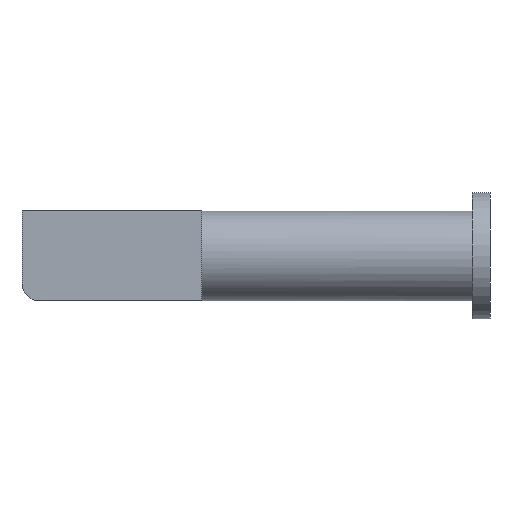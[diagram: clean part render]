
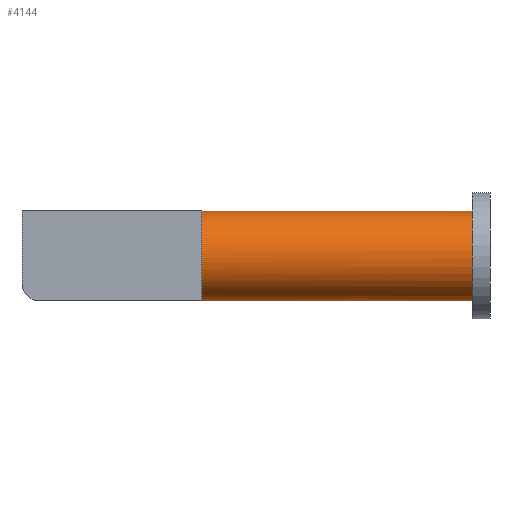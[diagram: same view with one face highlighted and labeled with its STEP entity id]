
A CAD part, front view. The second image highlights one B-rep face of the part: STEP entity #4144.
In plain terms, the highlighted cylindrical face has radius 12.5 mm (diameter 25 mm), a full revolution.
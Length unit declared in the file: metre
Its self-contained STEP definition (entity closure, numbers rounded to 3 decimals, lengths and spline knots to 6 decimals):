
#17=CYLINDRICAL_SURFACE('',#4410,0.0125);
#49=B_SPLINE_CURVE_WITH_KNOTS('',3,(#6726,#6727,#6728,#6729,#6730,#6731),
 .UNSPECIFIED.,.F.,.F.,(4,1,1,4),(0.,0.000894,0.001788,
0.003575),.UNSPECIFIED.);
#50=B_SPLINE_CURVE_WITH_KNOTS('',3,(#6735,#6736,#6737,#6738,#6739,#6740),
 .UNSPECIFIED.,.F.,.F.,(4,1,1,4),(0.,0.001851,0.002776,
0.003702),.UNSPECIFIED.);
#51=B_SPLINE_CURVE_WITH_KNOTS('',3,(#6741,#6742,#6743,#6744,#6745),
 .UNSPECIFIED.,.F.,.F.,(4,1,4),(0.,0.003733,0.007466),
 .UNSPECIFIED.);
#52=B_SPLINE_CURVE_WITH_KNOTS('',3,(#6747,#6748,#6749,#6750),
 .UNSPECIFIED.,.F.,.F.,(4,4),(0.,0.000661),.UNSPECIFIED.);
#53=B_SPLINE_CURVE_WITH_KNOTS('',3,(#6752,#6753,#6754,#6755),
 .UNSPECIFIED.,.F.,.F.,(4,4),(0.,0.00102),.UNSPECIFIED.);
#54=B_SPLINE_CURVE_WITH_KNOTS('',3,(#6757,#6758,#6759,#6760,#6761),
 .UNSPECIFIED.,.F.,.F.,(4,1,4),(0.,0.003733,0.007466),
 .UNSPECIFIED.);
#137=CIRCLE('',#4193,0.0125);
#139=CIRCLE('',#4195,0.0125);
#158=CIRCLE('',#4409,0.0125);
#159=CIRCLE('',#4411,0.0125);
#160=CIRCLE('',#4412,0.0125);
#161=CIRCLE('',#4413,0.0125);
#162=CIRCLE('',#4414,0.0125);
#163=CIRCLE('',#4415,0.0125);
#164=CIRCLE('',#4416,0.0125);
#1224=ORIENTED_EDGE('',*,*,#2100,.T.);
#1225=ORIENTED_EDGE('',*,*,#2008,.T.);
#1226=ORIENTED_EDGE('',*,*,#2101,.T.);
#1227=ORIENTED_EDGE('',*,*,#2102,.T.);
#1228=ORIENTED_EDGE('',*,*,#2103,.T.);
#1229=ORIENTED_EDGE('',*,*,#2004,.F.);
#1230=ORIENTED_EDGE('',*,*,#1525,.T.);
#1231=ORIENTED_EDGE('',*,*,#2104,.T.);
#1232=ORIENTED_EDGE('',*,*,#1885,.T.);
#1233=ORIENTED_EDGE('',*,*,#2105,.T.);
#1234=ORIENTED_EDGE('',*,*,#2017,.T.);
#1235=ORIENTED_EDGE('',*,*,#2106,.T.);
#1236=ORIENTED_EDGE('',*,*,#2024,.T.);
#1237=ORIENTED_EDGE('',*,*,#2107,.T.);
#1238=ORIENTED_EDGE('',*,*,#2021,.T.);
#1239=ORIENTED_EDGE('',*,*,#2108,.T.);
#1240=ORIENTED_EDGE('',*,*,#2010,.T.);
#1241=ORIENTED_EDGE('',*,*,#2109,.T.);
#1242=ORIENTED_EDGE('',*,*,#1841,.T.);
#1243=ORIENTED_EDGE('',*,*,#2110,.T.);
#1244=ORIENTED_EDGE('',*,*,#1532,.T.);
#1245=ORIENTED_EDGE('',*,*,#2099,.T.);
#1246=ORIENTED_EDGE('',*,*,#1969,.T.);
#1247=ORIENTED_EDGE('',*,*,#2111,.F.);
#1525=EDGE_CURVE('',#2177,#2176,#137,.T.);
#1532=EDGE_CURVE('',#2184,#2183,#139,.T.);
#1841=EDGE_CURVE('',#2430,#2429,#2857,.T.);
#1885=EDGE_CURVE('',#2455,#2454,#2898,.F.);
#1969=EDGE_CURVE('',#2482,#2481,#2955,.F.);
#2004=EDGE_CURVE('',#2177,#2494,#2979,.T.);
#2008=EDGE_CURVE('',#2496,#2495,#2983,.T.);
#2010=EDGE_CURVE('',#2497,#2498,#2984,.F.);
#2017=EDGE_CURVE('',#2502,#2501,#2990,.T.);
#2021=EDGE_CURVE('',#2506,#2505,#2992,.T.);
#2024=EDGE_CURVE('',#2508,#2507,#2993,.F.);
#2099=EDGE_CURVE('',#2183,#2482,#158,.T.);
#2100=EDGE_CURVE('',#2481,#2496,#159,.F.);
#2101=EDGE_CURVE('',#2495,#2529,#49,.T.);
#2102=EDGE_CURVE('',#2529,#2530,#160,.T.);
#2103=EDGE_CURVE('',#2530,#2494,#50,.T.);
#2104=EDGE_CURVE('',#2176,#2455,#51,.T.);
#2105=EDGE_CURVE('',#2454,#2502,#161,.F.);
#2106=EDGE_CURVE('',#2501,#2508,#52,.T.);
#2107=EDGE_CURVE('',#2507,#2506,#162,.F.);
#2108=EDGE_CURVE('',#2505,#2497,#53,.T.);
#2109=EDGE_CURVE('',#2498,#2430,#163,.F.);
#2110=EDGE_CURVE('',#2429,#2184,#54,.F.);
#2111=EDGE_CURVE('',#2531,#2531,#164,.T.);
#2176=VERTEX_POINT('',#5612);
#2177=VERTEX_POINT('',#5614);
#2183=VERTEX_POINT('',#5626);
#2184=VERTEX_POINT('',#5628);
#2429=VERTEX_POINT('',#6251);
#2430=VERTEX_POINT('',#6253);
#2454=VERTEX_POINT('',#6329);
#2455=VERTEX_POINT('',#6331);
#2481=VERTEX_POINT('',#6482);
#2482=VERTEX_POINT('',#6484);
#2494=VERTEX_POINT('',#6542);
#2495=VERTEX_POINT('',#6547);
#2496=VERTEX_POINT('',#6549);
#2497=VERTEX_POINT('',#6558);
#2498=VERTEX_POINT('',#6559);
#2501=VERTEX_POINT('',#6572);
#2502=VERTEX_POINT('',#6574);
#2505=VERTEX_POINT('',#6584);
#2506=VERTEX_POINT('',#6586);
#2507=VERTEX_POINT('',#6595);
#2508=VERTEX_POINT('',#6597);
#2529=VERTEX_POINT('',#6732);
#2530=VERTEX_POINT('',#6734);
#2531=VERTEX_POINT('',#6763);
#2857=LINE('',#6252,#3367);
#2898=LINE('',#6330,#3408);
#2955=LINE('',#6483,#3465);
#2979=LINE('',#6541,#3489);
#2983=LINE('',#6548,#3493);
#2984=LINE('',#6557,#3494);
#2990=LINE('',#6573,#3500);
#2992=LINE('',#6585,#3502);
#2993=LINE('',#6596,#3503);
#3367=VECTOR('',#4950,1.);
#3408=VECTOR('',#4995,1.);
#3465=VECTOR('',#5164,1.);
#3489=VECTOR('',#5232,1.);
#3493=VECTOR('',#5238,1.);
#3494=VECTOR('',#5241,1.);
#3500=VECTOR('',#5249,1.);
#3502=VECTOR('',#5255,1.);
#3503=VECTOR('',#5256,1.);
#3694=EDGE_LOOP('',(#1224,#1225,#1226,#1227,#1228,#1229,#1230,#1231,#1232,
#1233,#1234,#1235,#1236,#1237,#1238,#1239,#1240,#1241,#1242,#1243,#1244,
#1245,#1246));
#3695=EDGE_LOOP('',(#1247));
#3855=FACE_BOUND('',#3694,.T.);
#3856=FACE_BOUND('',#3695,.T.);
#4144=ADVANCED_FACE('',(#3855,#3856),#17,.T.);
#4193=AXIS2_PLACEMENT_3D('',#5613,#4529,#4530);
#4195=AXIS2_PLACEMENT_3D('',#5627,#4538,#4539);
#4409=AXIS2_PLACEMENT_3D('',#6723,#5418,#5419);
#4410=AXIS2_PLACEMENT_3D('',#6724,#5420,#5421);
#4411=AXIS2_PLACEMENT_3D('',#6725,#5422,#5423);
#4412=AXIS2_PLACEMENT_3D('',#6733,#5424,#5425);
#4413=AXIS2_PLACEMENT_3D('',#6746,#5426,#5427);
#4414=AXIS2_PLACEMENT_3D('',#6751,#5428,#5429);
#4415=AXIS2_PLACEMENT_3D('',#6756,#5430,#5431);
#4416=AXIS2_PLACEMENT_3D('',#6762,#5432,#5433);
#4529=DIRECTION('',(1.,0.,0.));
#4530=DIRECTION('',(0.,1.,0.));
#4538=DIRECTION('',(1.,0.,0.));
#4539=DIRECTION('',(0.,1.,0.));
#4950=DIRECTION('',(-1.,0.,0.));
#4995=DIRECTION('',(-1.,0.,0.));
#5164=DIRECTION('',(-1.,0.,0.));
#5232=DIRECTION('',(-1.,0.,0.));
#5238=DIRECTION('',(-1.,0.,0.));
#5241=DIRECTION('',(-1.,0.,0.));
#5249=DIRECTION('',(-1.,0.,0.));
#5255=DIRECTION('',(-1.,0.,0.));
#5256=DIRECTION('',(-1.,0.,0.));
#5418=DIRECTION('',(1.,0.,0.));
#5419=DIRECTION('',(0.,1.,0.));
#5420=DIRECTION('',(-1.,0.,0.));
#5421=DIRECTION('',(0.,-1.,0.));
#5422=DIRECTION('',(-1.,0.,0.));
#5423=DIRECTION('',(0.,-1.,0.));
#5424=DIRECTION('',(1.,0.,0.));
#5425=DIRECTION('',(0.,1.,0.));
#5426=DIRECTION('',(-1.,0.,0.));
#5427=DIRECTION('',(0.,-1.,0.));
#5428=DIRECTION('',(-1.,0.,0.));
#5429=DIRECTION('',(0.,-1.,0.));
#5430=DIRECTION('',(-1.,0.,0.));
#5431=DIRECTION('',(0.,-1.,0.));
#5432=DIRECTION('',(1.,0.,0.));
#5433=DIRECTION('',(0.,1.,0.));
#5612=CARTESIAN_POINT('',(0.0125,0.049218,0.002));
#5613=CARTESIAN_POINT('',(0.0125,0.056,0.0125));
#5614=CARTESIAN_POINT('',(0.0125,0.047876,0.003));
#5626=CARTESIAN_POINT('',(0.0125,0.047876,0.022));
#5627=CARTESIAN_POINT('',(0.0125,0.056,0.0125));
#5628=CARTESIAN_POINT('',(0.0125,0.049218,0.023));
#6251=CARTESIAN_POINT('',(0.0105,0.056,0.025));
#6252=CARTESIAN_POINT('',(0.0135,0.056,0.025));
#6253=CARTESIAN_POINT('',(0.0145,0.056,0.025));
#6329=CARTESIAN_POINT('',(0.0145,0.056,0.));
#6330=CARTESIAN_POINT('',(0.0135,0.056,0.));
#6331=CARTESIAN_POINT('',(0.0105,0.056,0.));
#6482=CARTESIAN_POINT('',(0.0145,0.043566,0.013784));
#6483=CARTESIAN_POINT('',(0.0125,0.043566,0.013784));
#6484=CARTESIAN_POINT('',(0.0125,0.043566,0.013784));
#6541=CARTESIAN_POINT('',(0.0125,0.047876,0.003));
#6542=CARTESIAN_POINT('',(0.0105,0.047876,0.003));
#6547=CARTESIAN_POINT('',(0.0105,0.044057,0.008809));
#6548=CARTESIAN_POINT('',(0.0145,0.044057,0.008809));
#6549=CARTESIAN_POINT('',(0.0145,0.044057,0.008809));
#6557=CARTESIAN_POINT('',(0.0125,0.064124,0.022));
#6558=CARTESIAN_POINT('',(0.0105,0.064124,0.022));
#6559=CARTESIAN_POINT('',(0.0145,0.064124,0.022));
#6572=CARTESIAN_POINT('',(0.0105,0.064306,0.003159));
#6573=CARTESIAN_POINT('',(0.0145,0.064306,0.003159));
#6574=CARTESIAN_POINT('',(0.0145,0.064306,0.003159));
#6584=CARTESIAN_POINT('',(0.011439,0.06439,0.021766));
#6585=CARTESIAN_POINT('',(0.0145,0.06439,0.021766));
#6586=CARTESIAN_POINT('',(0.0145,0.06439,0.021766));
#6595=CARTESIAN_POINT('',(0.0145,0.06439,0.003234));
#6596=CARTESIAN_POINT('',(0.0125,0.06439,0.003234));
#6597=CARTESIAN_POINT('',(0.011151,0.06439,0.003234));
#6723=CARTESIAN_POINT('',(0.0125,0.056,0.0125));
#6724=CARTESIAN_POINT('',(0.1125,0.056,0.0125));
#6725=CARTESIAN_POINT('',(0.0145,0.056,0.0125));
#6726=CARTESIAN_POINT('',(0.0105,0.044057,0.008809));
#6727=CARTESIAN_POINT('',(0.010803,0.044057,0.008809));
#6728=CARTESIAN_POINT('',(0.011388,0.044116,0.008614));
#6729=CARTESIAN_POINT('',(0.012229,0.044408,0.007776));
#6730=CARTESIAN_POINT('',(0.0125,0.044777,0.006964));
#6731=CARTESIAN_POINT('',(0.0125,0.045069,0.006437));
#6732=CARTESIAN_POINT('',(0.0125,0.045069,0.006437));
#6733=CARTESIAN_POINT('',(0.0125,0.056,0.0125));
#6734=CARTESIAN_POINT('',(0.0125,0.046,0.005));
#6735=CARTESIAN_POINT('',(0.0125,0.046,0.005));
#6736=CARTESIAN_POINT('',(0.0125,0.046375,0.0045));
#6737=CARTESIAN_POINT('',(0.012238,0.046984,0.003813));
#6738=CARTESIAN_POINT('',(0.011417,0.047691,0.003155));
#6739=CARTESIAN_POINT('',(0.010815,0.047876,0.003));
#6740=CARTESIAN_POINT('',(0.0105,0.047876,0.003));
#6741=CARTESIAN_POINT('',(0.0125,0.049218,0.002));
#6742=CARTESIAN_POINT('',(0.0125,0.050279,0.001314));
#6743=CARTESIAN_POINT('',(0.011885,0.052529,0.000317));
#6744=CARTESIAN_POINT('',(0.010962,0.054845,0.));
#6745=CARTESIAN_POINT('',(0.0105,0.056,0.));
#6746=CARTESIAN_POINT('',(0.0145,0.056,0.0125));
#6747=CARTESIAN_POINT('',(0.0105,0.064306,0.003159));
#6748=CARTESIAN_POINT('',(0.010724,0.064306,0.003159));
#6749=CARTESIAN_POINT('',(0.010941,0.064335,0.003184));
#6750=CARTESIAN_POINT('',(0.011151,0.06439,0.003234));
#6751=CARTESIAN_POINT('',(0.0145,0.056,0.0125));
#6752=CARTESIAN_POINT('',(0.011439,0.06439,0.021766));
#6753=CARTESIAN_POINT('',(0.01117,0.064232,0.021909));
#6754=CARTESIAN_POINT('',(0.010845,0.064124,0.022));
#6755=CARTESIAN_POINT('',(0.0105,0.064124,0.022));
#6756=CARTESIAN_POINT('',(0.0145,0.056,0.0125));
#6757=CARTESIAN_POINT('',(0.0125,0.049218,0.023));
#6758=CARTESIAN_POINT('',(0.0125,0.050279,0.023686));
#6759=CARTESIAN_POINT('',(0.011885,0.052529,0.024683));
#6760=CARTESIAN_POINT('',(0.010962,0.054845,0.025));
#6761=CARTESIAN_POINT('',(0.0105,0.056,0.025));
#6762=CARTESIAN_POINT('',(0.1125,0.056,0.0125));
#6763=CARTESIAN_POINT('',(0.1125,0.0685,0.0125));
